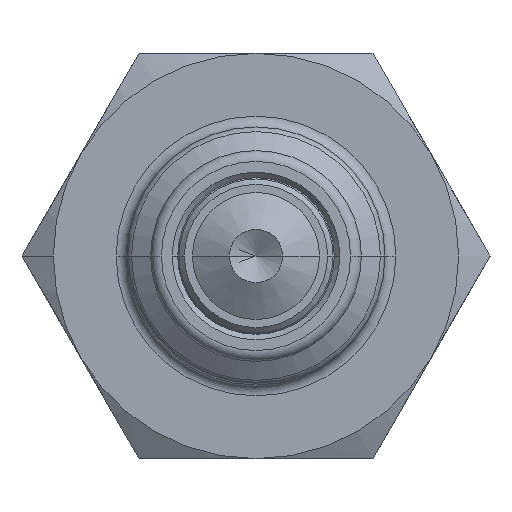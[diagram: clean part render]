
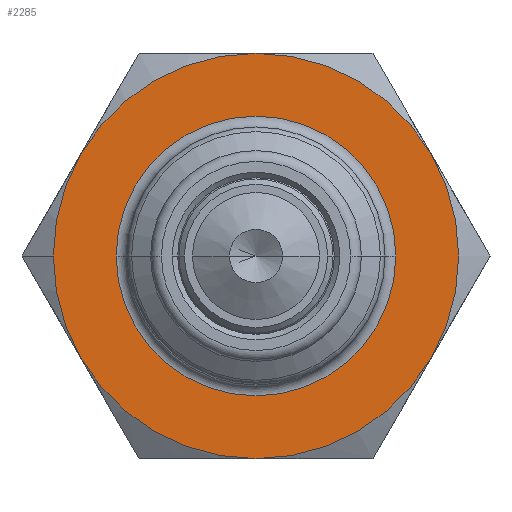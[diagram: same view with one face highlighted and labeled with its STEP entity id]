
A CAD part, left-side view. The second image highlights one B-rep face of the part: STEP entity #2285.
In plain terms, the highlighted planar face has unit normal (-1, 0, 0).
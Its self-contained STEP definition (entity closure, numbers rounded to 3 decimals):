
#38 = ORIENTED_EDGE ( 'NONE', *, *, #1574, .T. ) ;
#39 = ORIENTED_EDGE ( 'NONE', *, *, #1933, .T. ) ;
#40 = ORIENTED_EDGE ( 'NONE', *, *, #1580, .T. ) ;
#41 = ORIENTED_EDGE ( 'NONE', *, *, #1426, .T. ) ;
#42 = ORIENTED_EDGE ( 'NONE', *, *, #1489, .T. ) ;
#48 = FACE_OUTER_BOUND ( 'NONE', #481, .T. ) ;
#49 = FACE_BOUND ( 'NONE', #479, .T. ) ;
#56 = CIRCLE ( 'NONE', #1774, 7.5 ) ;
#92 = CIRCLE ( 'NONE', #1791, 7.5 ) ;
#96 = CIRCLE ( 'NONE', #1792, 7.5 ) ;
#98 = CIRCLE ( 'NONE', #1793, 7.5 ) ;
#210 = ORIENTED_EDGE ( 'NONE', *, *, #1578, .T. ) ;
#447 = ORIENTED_EDGE ( 'NONE', *, *, #1487, .T. ) ;
#479 = EDGE_LOOP ( 'NONE', ( #528, #447 ) ) ;
#481 = EDGE_LOOP ( 'NONE', ( #39, #587, #41, #38, #42, #40, #210 ) ) ;
#528 = ORIENTED_EDGE ( 'NONE', *, *, #1440, .T. ) ;
#587 = ORIENTED_EDGE ( 'NONE', *, *, #1430, .T. ) ;
#653 = CIRCLE ( 'NONE', #1867, 7.5 ) ;
#655 = CIRCLE ( 'NONE', #1866, 7.5 ) ;
#666 = CIRCLE ( 'NONE', #1856, 5.175 ) ;
#711 = CIRCLE ( 'NONE', #1830, 5.175 ) ;
#713 = CIRCLE ( 'NONE', #1828, 7.5 ) ;
#836 = VERTEX_POINT ( 'NONE', #1307 ) ;
#838 = VERTEX_POINT ( 'NONE', #1305 ) ;
#839 = VERTEX_POINT ( 'NONE', #1303 ) ;
#870 = VERTEX_POINT ( 'NONE', #1275 ) ;
#878 = VERTEX_POINT ( 'NONE', #1267 ) ;
#882 = VERTEX_POINT ( 'NONE', #1265 ) ;
#883 = VERTEX_POINT ( 'NONE', #1266 ) ;
#886 = VERTEX_POINT ( 'NONE', #1264 ) ;
#907 = VERTEX_POINT ( 'NONE', #1244 ) ;
#1156 = DIRECTION ( 'NONE',  ( 0., 1., 0. ) ) ;
#1157 = DIRECTION ( 'NONE',  ( 1., 0., 0. ) ) ;
#1158 = CARTESIAN_POINT ( 'NONE',  ( -19.95, 0., 0. ) ) ;
#1189 = DIRECTION ( 'NONE',  ( 0., -1., 0. ) ) ;
#1190 = DIRECTION ( 'NONE',  ( -1., 0., 0. ) ) ;
#1191 = CARTESIAN_POINT ( 'NONE',  ( -19.95, 0., 0. ) ) ;
#1217 = DIRECTION ( 'NONE',  ( 0., -1., 0. ) ) ;
#1219 = CARTESIAN_POINT ( 'NONE',  ( -19.95, 0., 0. ) ) ;
#1220 = DIRECTION ( 'NONE',  ( -1., 0., 0. ) ) ;
#1244 = CARTESIAN_POINT ( 'NONE',  ( -19.95, 6.495, -3.75 ) ) ;
#1264 = CARTESIAN_POINT ( 'NONE',  ( -19.95, 5.175, 0. ) ) ;
#1265 = CARTESIAN_POINT ( 'NONE',  ( -19.95, -5.175, 0. ) ) ;
#1266 = CARTESIAN_POINT ( 'NONE',  ( -19.95, 7.5, 0. ) ) ;
#1267 = CARTESIAN_POINT ( 'NONE',  ( -19.95, -6.495, -3.75 ) ) ;
#1275 = CARTESIAN_POINT ( 'NONE',  ( -19.95, -6.495, 3.75 ) ) ;
#1303 = CARTESIAN_POINT ( 'NONE',  ( -19.95, 6.495, 3.75 ) ) ;
#1305 = CARTESIAN_POINT ( 'NONE',  ( -19.95, 0., -7.5 ) ) ;
#1307 = CARTESIAN_POINT ( 'NONE',  ( -19.95, 0., 7.5 ) ) ;
#1426 = EDGE_CURVE ( 'NONE', #839, #883, #653, .T. ) ;
#1430 = EDGE_CURVE ( 'NONE', #836, #839, #655, .T. ) ;
#1440 = EDGE_CURVE ( 'NONE', #886, #882, #666, .T. ) ;
#1487 = EDGE_CURVE ( 'NONE', #882, #886, #711, .T. ) ;
#1489 = EDGE_CURVE ( 'NONE', #907, #838, #713, .T. ) ;
#1574 = EDGE_CURVE ( 'NONE', #883, #907, #98, .T. ) ;
#1578 = EDGE_CURVE ( 'NONE', #878, #870, #96, .T. ) ;
#1580 = EDGE_CURVE ( 'NONE', #838, #878, #92, .T. ) ;
#1635 = CARTESIAN_POINT ( 'NONE',  ( -19.95, 0., 0. ) ) ;
#1636 = DIRECTION ( 'NONE',  ( 1., 0., 0. ) ) ;
#1637 = DIRECTION ( 'NONE',  ( 0., 1., 0. ) ) ;
#1643 = CARTESIAN_POINT ( 'NONE',  ( -19.95, 0., 0. ) ) ;
#1644 = DIRECTION ( 'NONE',  ( -1., 0., 0. ) ) ;
#1645 = DIRECTION ( 'NONE',  ( 0., -1., 0. ) ) ;
#1768 = AXIS2_PLACEMENT_3D ( 'NONE', #2039, #2038, #2037 ) ;
#1774 = AXIS2_PLACEMENT_3D ( 'NONE', #2077, #2076, #2074 ) ;
#1791 = AXIS2_PLACEMENT_3D ( 'NONE', #2200, #2199, #2198 ) ;
#1792 = AXIS2_PLACEMENT_3D ( 'NONE', #2214, #2212, #2211 ) ;
#1793 = AXIS2_PLACEMENT_3D ( 'NONE', #2239, #2238, #2236 ) ;
#1828 = AXIS2_PLACEMENT_3D ( 'NONE', #1643, #1644, #1645 ) ;
#1830 = AXIS2_PLACEMENT_3D ( 'NONE', #1635, #1636, #1637 ) ;
#1856 = AXIS2_PLACEMENT_3D ( 'NONE', #1158, #1157, #1156 ) ;
#1866 = AXIS2_PLACEMENT_3D ( 'NONE', #1191, #1190, #1189 ) ;
#1867 = AXIS2_PLACEMENT_3D ( 'NONE', #1219, #1220, #1217 ) ;
#1933 = EDGE_CURVE ( 'NONE', #870, #836, #56, .T. ) ;
#2037 = DIRECTION ( 'NONE',  ( 0., 1., 0. ) ) ;
#2038 = DIRECTION ( 'NONE',  ( 1., 0., 0. ) ) ;
#2039 = CARTESIAN_POINT ( 'NONE',  ( -19.95, 4.775, 0. ) ) ;
#2041 = PLANE ( 'NONE',  #1768 ) ;
#2074 = DIRECTION ( 'NONE',  ( 0., -1., 0. ) ) ;
#2076 = DIRECTION ( 'NONE',  ( -1., 0., 0. ) ) ;
#2077 = CARTESIAN_POINT ( 'NONE',  ( -19.95, 0., 0. ) ) ;
#2198 = DIRECTION ( 'NONE',  ( 0., -1., 0. ) ) ;
#2199 = DIRECTION ( 'NONE',  ( -1., 0., 0. ) ) ;
#2200 = CARTESIAN_POINT ( 'NONE',  ( -19.95, 0., 0. ) ) ;
#2211 = DIRECTION ( 'NONE',  ( 0., -1., 0. ) ) ;
#2212 = DIRECTION ( 'NONE',  ( -1., 0., 0. ) ) ;
#2214 = CARTESIAN_POINT ( 'NONE',  ( -19.95, 0., 0. ) ) ;
#2236 = DIRECTION ( 'NONE',  ( 0., -1., 0. ) ) ;
#2238 = DIRECTION ( 'NONE',  ( -1., 0., 0. ) ) ;
#2239 = CARTESIAN_POINT ( 'NONE',  ( -19.95, 0., 0. ) ) ;
#2285 = ADVANCED_FACE ( 'NONE', ( #49, #48 ), #2041, .F. ) ;
